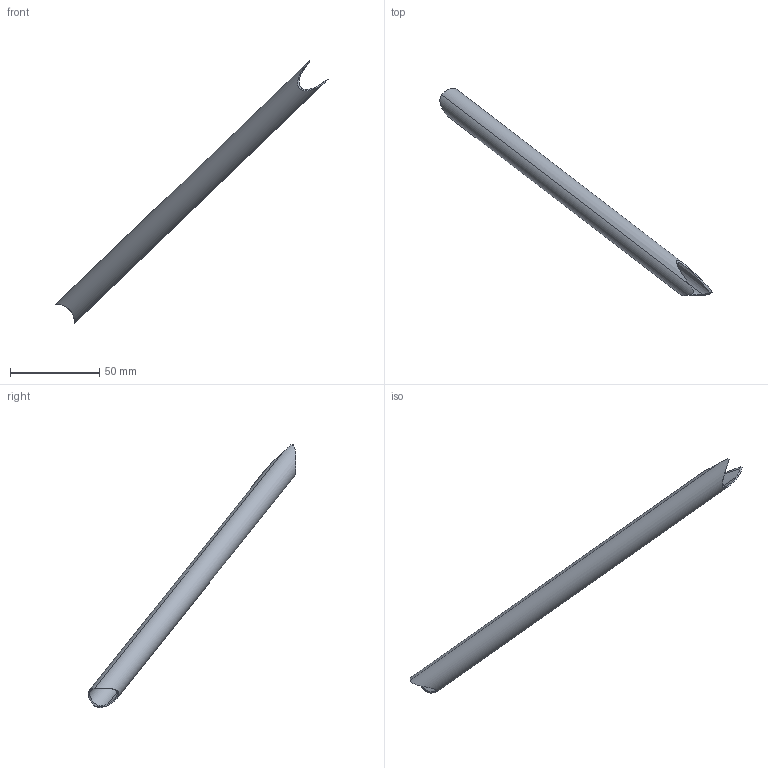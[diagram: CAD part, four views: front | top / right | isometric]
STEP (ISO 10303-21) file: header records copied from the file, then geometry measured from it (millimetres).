
FILE_DESCRIPTION(('STEP AP214'),'1');
FILE_NAME('127.stp','2019-12-02T12:44:33',(' '),(' '),'Spatial InterOp 3D',' ',' ');
FILE_SCHEMA(('AUTOMOTIVE_DESIGN { 1 0 10303 214 1 1 1 1 }'));
Length unit declared in the file: metre
Products named in the file (1): PartBody/Trim.2
Bounding box: 152.74 x 116.38 x 147.54 mm (x, y, z)
Volume: 7111.6 mm3; surface area: 19095.7 mm2
Topology: 1 solids, 1 shells, 12 faces, 33 edges, 22 vertices
Faces by surface type: cylinder 12
Entity records: 1125 total; most frequent: CARTESIAN_POINT 603, ORIENTED_EDGE 66, STYLED_ITEM 39, PRESENTATION_STYLE_ASSIGNMENT 39, DIRECTION 39, COLOUR_RGB 39, EDGE_CURVE 33, CURVE_STYLE 26
